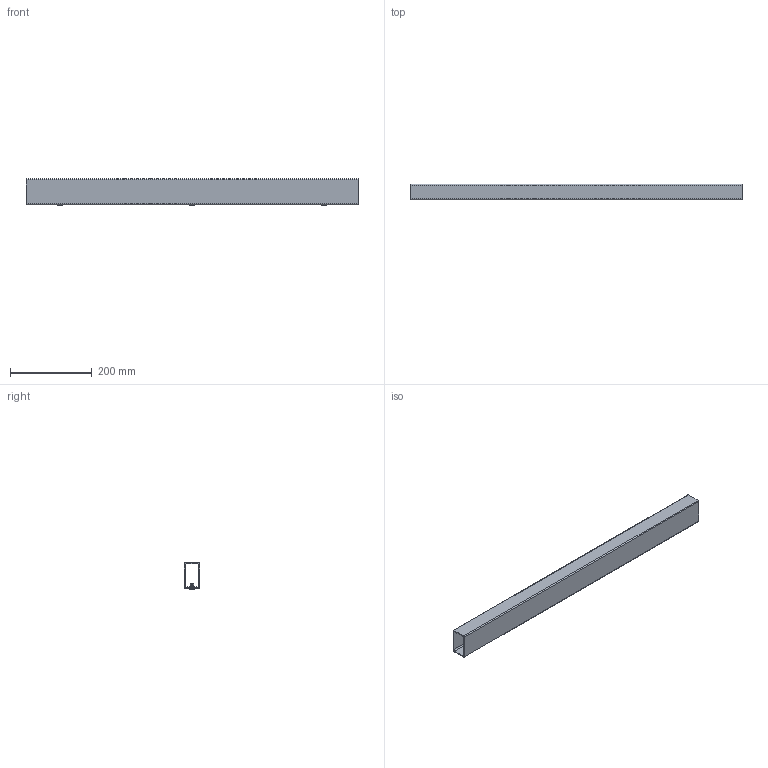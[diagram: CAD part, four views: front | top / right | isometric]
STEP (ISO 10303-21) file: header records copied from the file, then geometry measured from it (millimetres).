
FILE_DESCRIPTION (( 'STEP AP203' ), '1' );
FILE_NAME ('am-4365_Inner_Rivnuts Inner Section Wall.STEP', '2022-07-07T20:58:52', ( '' ), ( '' ), 'SwSTEP 2.0', 'SolidWorks 2022', '' );
FILE_SCHEMA (( 'CONFIG_CONTROL_DESIGN' ));
Length unit declared in the file: inch
Products named in the file (3): ip-4365_Inner_Drilled Inner Section Wall; am-4365_Inner_Rivnuts Inner Section Wall; am-1577 10-32 RivNut for Plastics_Installed
Assembly tree (4 placements, depth 2):
  am-4365_Inner_Rivnuts Inner Section Wall
    ip-4365_Inner_Drilled Inner Section Wall
    am-1577 10-32 RivNut for Plastics_Installed  x3
Bounding box: 812.8 x 38.1 x 64.47 mm (x, y, z)
Volume: 402790.4 mm3; surface area: 311394.1 mm2
Topology: 4 solids, 4 shells, 328 faces, 840 edges, 502 vertices
Faces by surface type: cylinder 114, plane 94, bspline 57, torus 36, cone 27
Entity records: 12079 total; most frequent: CARTESIAN_POINT 8800, ORIENTED_EDGE 664, DIRECTION 557, EDGE_CURVE 332, AXIS2_PLACEMENT_3D 222, VERTEX_POINT 202, EDGE_LOOP 144, FACE_OUTER_BOUND 128
